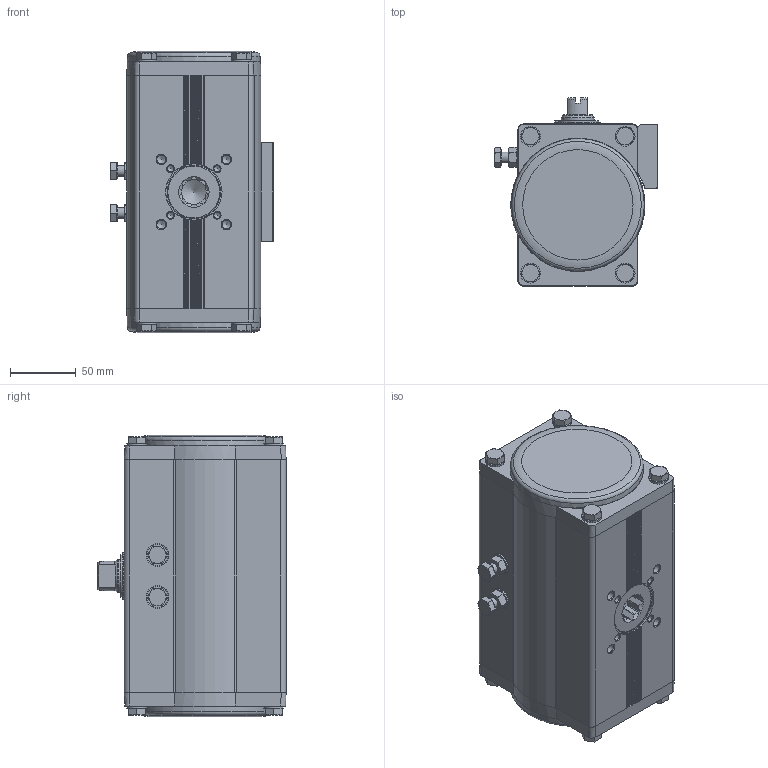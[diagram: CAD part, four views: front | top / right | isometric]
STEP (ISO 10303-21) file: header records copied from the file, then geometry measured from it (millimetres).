
FILE_DESCRIPTION(/* description */ ('STEP AP214'),/* implementation_level */ '2;1');
FILE_NAME(/* name */ '8048128_DFPD-120-RP-90-RD-F0507-R3-EP',/* time_stamp */ '2024-08-15T16:53:08+02:00',/* author */ ('License CC BY-ND 4.0'),/* organization */ ('CADENAS'),/* preprocessor_version */ 'ST-DEVELOPER v19.3',/* originating_system */ 'PARTsolutions',/* authorisation */ ' ');
FILE_SCHEMA (('AUTOMOTIVE_DESIGN {1 0 10303 214 3 1 1}'));
Length unit declared in the file: millimetre
Products named in the file (6): 8048128 DFPD-120-RP-90-RD-F0507-R3-EP---(90); 8042188 DFPD-120-90-RD-F05-------(housing); 8042188 DFPD-120(F05_90)---(shaft); 3639455 SCHEIBE 8.2X16X1.5-1.4301; 4114534 DFPD-120; DIN 934 - M8(F)
Assembly tree (8 placements, depth 2):
  8048128 DFPD-120-RP-90-RD-F0507-R3-EP---(90)
    8042188 DFPD-120-90-RD-F05-------(housing)
    8042188 DFPD-120(F05_90)---(shaft)
    3639455 SCHEIBE 8.2X16X1.5-1.4301  x2
    4114534 DFPD-120  x2
    DIN 934 - M8(F)  x2
Bounding box: 123.8 x 143 x 213.7 mm (x, y, z)
Volume: 2448594.9 mm3; surface area: 167707.2 mm2
Topology: 8 solids, 8 shells, 617 faces, 1419 edges, 875 vertices
Faces by surface type: plane 310, cone 144, cylinder 136, torus 25, sphere 2
Full cylindrical faces by diameter (mm): 2 x2, 4.134 x8, 4.917 x5, 6.647 x8, 8 x2, 8.2 x2, 8.5 x2, 10 x2, 11.445 x2, 12.2 x2, 12.8 x1, 13 x2, 15 x8, 16 x2, 17.2 x2, 24 x1, 25 x3, 29.7 x2, 29.9 x1, 35 x2, 36 x1, 40 x2, 40.5 x2, 42.8 x1
Entity records: 15814 total; most frequent: CARTESIAN_POINT 3263, DIRECTION 2584, ORIENTED_EDGE 2338, EDGE_CURVE 1169, AXIS2_PLACEMENT_3D 1040, VERTEX_POINT 809, FACE_BOUND 804, EDGE_LOOP 790
